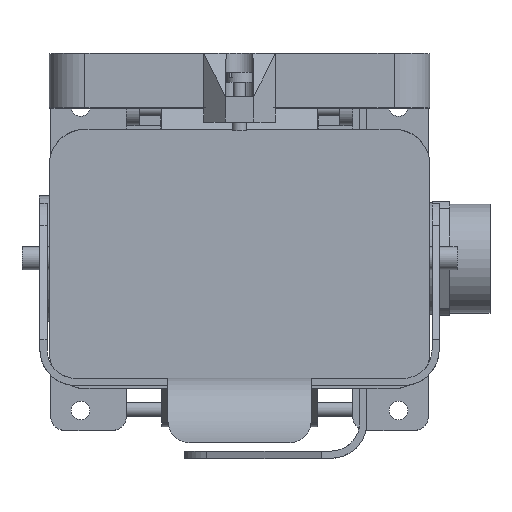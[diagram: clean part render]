
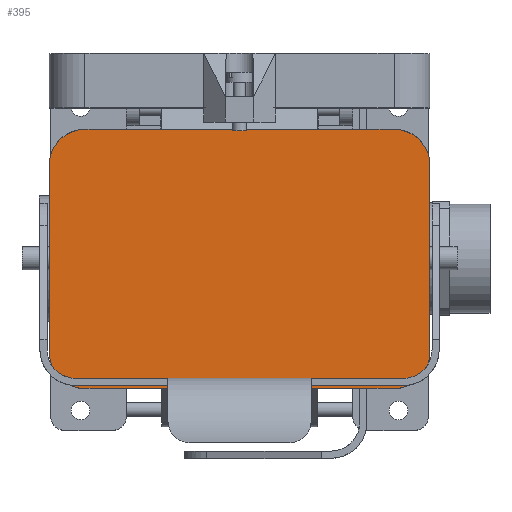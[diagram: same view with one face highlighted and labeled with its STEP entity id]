
A CAD part, top view. The second image highlights one B-rep face of the part: STEP entity #395.
In plain terms, the highlighted planar face has unit normal (0, 0, 1).
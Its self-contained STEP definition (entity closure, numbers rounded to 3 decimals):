
#395 = ADVANCED_FACE( '', ( #1075 ), #1076, .T. );
#1075 = FACE_OUTER_BOUND( '', #2148, .T. );
#1076 = PLANE( '', #2149 );
#2148 = EDGE_LOOP( '', ( #3276, #3277, #3278, #3279, #3280, #3281, #3282, #3283, #3284, #3285, #3286, #3287, #3288, #3289 ) );
#2149 = AXIS2_PLACEMENT_3D( '', #3290, #3291, #3292 );
#3276 = ORIENTED_EDGE( '', *, *, #6154, .F. );
#3277 = ORIENTED_EDGE( '', *, *, #6155, .T. );
#3278 = ORIENTED_EDGE( '', *, *, #6086, .T. );
#3279 = ORIENTED_EDGE( '', *, *, #6156, .F. );
#3280 = ORIENTED_EDGE( '', *, *, #6157, .F. );
#3281 = ORIENTED_EDGE( '', *, *, #6158, .F. );
#3282 = ORIENTED_EDGE( '', *, *, #6159, .T. );
#3283 = ORIENTED_EDGE( '', *, *, #6160, .T. );
#3284 = ORIENTED_EDGE( '', *, *, #6161, .F. );
#3285 = ORIENTED_EDGE( '', *, *, #6162, .T. );
#3286 = ORIENTED_EDGE( '', *, *, #6163, .T. );
#3287 = ORIENTED_EDGE( '', *, *, #6164, .T. );
#3288 = ORIENTED_EDGE( '', *, *, #6165, .F. );
#3289 = ORIENTED_EDGE( '', *, *, #6166, .F. );
#3290 = CARTESIAN_POINT( '', ( -54., 32.75, 19. ) );
#3291 = DIRECTION( '', ( 0., 0., 1. ) );
#3292 = DIRECTION( '', ( 1., 0., 0. ) );
#6086 = EDGE_CURVE( '', #7233, #7231, #7234, .T. );
#6154 = EDGE_CURVE( '', #7354, #7355, #7356, .T. );
#6155 = EDGE_CURVE( '', #7354, #7233, #7357, .T. );
#6156 = EDGE_CURVE( '', #7358, #7231, #7359, .T. );
#6157 = EDGE_CURVE( '', #7360, #7358, #7361, .T. );
#6158 = EDGE_CURVE( '', #7362, #7360, #7363, .T. );
#6159 = EDGE_CURVE( '', #7362, #7364, #7365, .T. );
#6160 = EDGE_CURVE( '', #7364, #7366, #7367, .F. );
#6161 = EDGE_CURVE( '', #7368, #7366, #7369, .T. );
#6162 = EDGE_CURVE( '', #7368, #7370, #7371, .T. );
#6163 = EDGE_CURVE( '', #7370, #7372, #7373, .T. );
#6164 = EDGE_CURVE( '', #7372, #7374, #7375, .T. );
#6165 = EDGE_CURVE( '', #7376, #7374, #7377, .T. );
#6166 = EDGE_CURVE( '', #7355, #7376, #7378, .T. );
#7231 = VERTEX_POINT( '', #8943 );
#7233 = VERTEX_POINT( '', #8946 );
#7234 = CIRCLE( '', #8947, 12.5 );
#7354 = VERTEX_POINT( '', #9108 );
#7355 = VERTEX_POINT( '', #9109 );
#7356 = LINE( '', #9110, #9111 );
#7357 = LINE( '', #9112, #9113 );
#7358 = VERTEX_POINT( '', #9114 );
#7359 = LINE( '', #9115, #9116 );
#7360 = VERTEX_POINT( '', #9117 );
#7361 = CIRCLE( '', #9118, 12.5 );
#7362 = VERTEX_POINT( '', #9119 );
#7363 = LINE( '', #9120, #9121 );
#7364 = VERTEX_POINT( '', #9122 );
#7365 = LINE( '', #9123, #9124 );
#7366 = VERTEX_POINT( '', #9125 );
#7367 = CIRCLE( '', #9126, 5. );
#7368 = VERTEX_POINT( '', #9127 );
#7369 = LINE( '', #9128, #9129 );
#7370 = VERTEX_POINT( '', #9130 );
#7371 = LINE( '', #9131, #9132 );
#7372 = VERTEX_POINT( '', #9133 );
#7373 = CIRCLE( '', #9134, 12.5 );
#7374 = VERTEX_POINT( '', #9135 );
#7375 = LINE( '', #9136, #9137 );
#7376 = VERTEX_POINT( '', #9138 );
#7377 = CIRCLE( '', #9139, 12.5 );
#7378 = LINE( '', #9140, #9141 );
#8943 = CARTESIAN_POINT( '', ( 66.5, -32.75, 19. ) );
#8946 = CARTESIAN_POINT( '', ( 54., -45.25, 19. ) );
#8947 = AXIS2_PLACEMENT_3D( '', #11401, #11402, #11403 );
#9108 = CARTESIAN_POINT( '', ( 27.25, -45.25, 19. ) );
#9109 = CARTESIAN_POINT( '', ( -27.25, -45.25, 19. ) );
#9110 = CARTESIAN_POINT( '', ( 0., -45.25, 19. ) );
#9111 = VECTOR( '', #11504, 1000. );
#9112 = CARTESIAN_POINT( '', ( 0., -45.25, 19. ) );
#9113 = VECTOR( '', #11505, 1000. );
#9114 = CARTESIAN_POINT( '', ( 66.5, 32.75, 19. ) );
#9115 = CARTESIAN_POINT( '', ( 66.5, 32.75, 19. ) );
#9116 = VECTOR( '', #11506, 1000. );
#9117 = CARTESIAN_POINT( '', ( 54., 45.25, 19. ) );
#9118 = AXIS2_PLACEMENT_3D( '', #11507, #11508, #11509 );
#9119 = CARTESIAN_POINT( '', ( 12.5, 45.25, 19. ) );
#9120 = CARTESIAN_POINT( '', ( 0., 45.25, 19. ) );
#9121 = VECTOR( '', #11510, 1000. );
#9122 = CARTESIAN_POINT( '', ( 4.33, 45.25, 19. ) );
#9123 = CARTESIAN_POINT( '', ( 132.126, 45.25, 19. ) );
#9124 = VECTOR( '', #11511, 1000. );
#9125 = CARTESIAN_POINT( '', ( -4.33, 45.25, 19. ) );
#9126 = AXIS2_PLACEMENT_3D( '', #11512, #11513, #11514 );
#9127 = CARTESIAN_POINT( '', ( -12.5, 45.25, 19. ) );
#9128 = CARTESIAN_POINT( '', ( -132.126, 45.25, 19. ) );
#9129 = VECTOR( '', #11515, 1000. );
#9130 = CARTESIAN_POINT( '', ( -54., 45.25, 19. ) );
#9131 = CARTESIAN_POINT( '', ( 0., 45.25, 19. ) );
#9132 = VECTOR( '', #11516, 1000. );
#9133 = CARTESIAN_POINT( '', ( -66.5, 32.75, 19. ) );
#9134 = AXIS2_PLACEMENT_3D( '', #11517, #11518, #11519 );
#9135 = CARTESIAN_POINT( '', ( -66.5, -32.75, 19. ) );
#9136 = CARTESIAN_POINT( '', ( -66.5, 32.75, 19. ) );
#9137 = VECTOR( '', #11520, 1000. );
#9138 = CARTESIAN_POINT( '', ( -54., -45.25, 19. ) );
#9139 = AXIS2_PLACEMENT_3D( '', #11521, #11522, #11523 );
#9140 = CARTESIAN_POINT( '', ( 0., -45.25, 19. ) );
#9141 = VECTOR( '', #11524, 1000. );
#11401 = CARTESIAN_POINT( '', ( 54., -32.75, 19. ) );
#11402 = DIRECTION( '', ( 0., 0., 1. ) );
#11403 = DIRECTION( '', ( -1., 0., 0. ) );
#11504 = DIRECTION( '', ( -1., 0., 0. ) );
#11505 = DIRECTION( '', ( 1., 0., 0. ) );
#11506 = DIRECTION( '', ( 0., -1., 0. ) );
#11507 = CARTESIAN_POINT( '', ( 54., 32.75, 19. ) );
#11508 = DIRECTION( '', ( 0., 0., -1. ) );
#11509 = DIRECTION( '', ( -1., 0., 0. ) );
#11510 = DIRECTION( '', ( 1., 0., 0. ) );
#11511 = DIRECTION( '', ( -1., 0., 0. ) );
#11512 = CARTESIAN_POINT( '', ( 0., 47.75, 19. ) );
#11513 = DIRECTION( '', ( 0., 0., 1. ) );
#11514 = DIRECTION( '', ( 1., 0., 0. ) );
#11515 = DIRECTION( '', ( 1., 0., 0. ) );
#11516 = DIRECTION( '', ( -1., 0., 0. ) );
#11517 = CARTESIAN_POINT( '', ( -54., 32.75, 19. ) );
#11518 = DIRECTION( '', ( 0., 0., 1. ) );
#11519 = DIRECTION( '', ( 1., 0., 0. ) );
#11520 = DIRECTION( '', ( 0., -1., 0. ) );
#11521 = CARTESIAN_POINT( '', ( -54., -32.75, 19. ) );
#11522 = DIRECTION( '', ( 0., 0., -1. ) );
#11523 = DIRECTION( '', ( 1., 0., 0. ) );
#11524 = DIRECTION( '', ( -1., 0., 0. ) );
